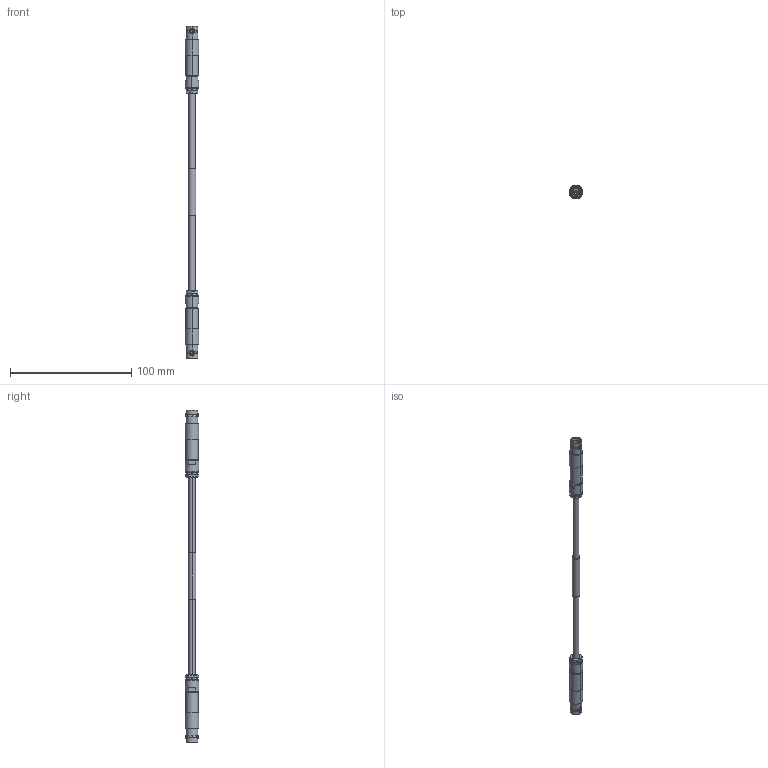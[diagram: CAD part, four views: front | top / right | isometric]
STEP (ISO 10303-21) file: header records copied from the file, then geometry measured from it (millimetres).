
FILE_DESCRIPTION (( 'STEP AP214' ), '1' );
FILE_NAME ('FMCA3149_3D.step', '2023-02-28T21:14:16', ( '' ), ( '' ), 'SwSTEP 2.0', 'SolidWorks 2022', '' );
FILE_SCHEMA (( 'AUTOMOTIVE_DESIGN' ));
Length unit declared in the file: inch
Products named in the file (3): FMCA3149_3D; FMCN45861; RG58CU^FMCA3149_RG58
Assembly tree (3 placements, depth 2):
  FMCA3149_3D
    RG58CU^FMCA3149_RG58
    FMCN45861  x2
Bounding box: 11 x 11 x 273.7 mm (x, y, z)
Volume: 10988.1 mm3; surface area: 10287.1 mm2
Topology: 3 solids, 3 shells, 212 faces, 450 edges, 276 vertices
Faces by surface type: cylinder 82, plane 58, cone 52, torus 12, sphere 8
Entity records: 3518 total; most frequent: CARTESIAN_POINT 961, DIRECTION 528, ORIENTED_EDGE 468, EDGE_CURVE 234, AXIS2_PLACEMENT_3D 229, VERTEX_POINT 144, EDGE_LOOP 128, CIRCLE 112
